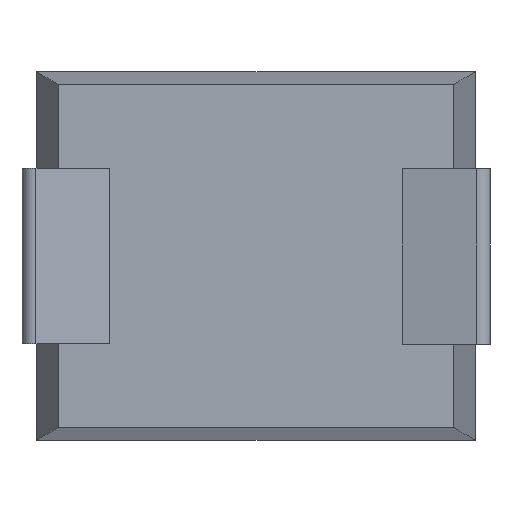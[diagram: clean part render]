
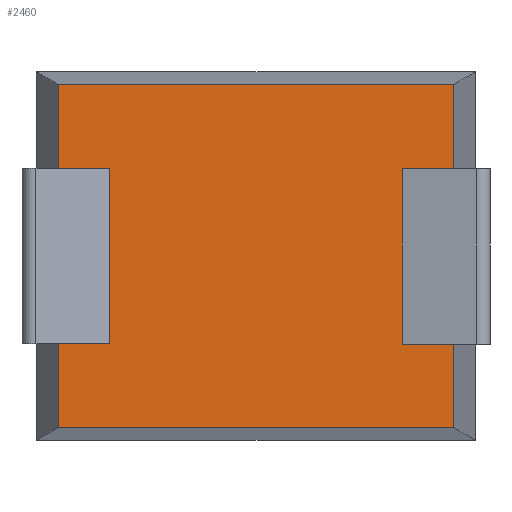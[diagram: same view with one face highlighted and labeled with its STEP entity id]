
A CAD part, front view. The second image highlights one B-rep face of the part: STEP entity #2460.
In plain terms, the highlighted planar face has unit normal (0, -1, 0).
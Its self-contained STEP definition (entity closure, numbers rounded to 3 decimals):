
#201 = VERTEX_POINT ( 'NONE', #2220 ) ;
#300 = VECTOR ( 'NONE', #547, 1000. ) ;
#312 = CARTESIAN_POINT ( 'NONE',  ( 3.377, -1.6, 2.929 ) ) ;
#362 = ORIENTED_EDGE ( 'NONE', *, *, #4515, .F. ) ;
#408 = ORIENTED_EDGE ( 'NONE', *, *, #3433, .T. ) ;
#414 = DIRECTION ( 'NONE',  ( 0., 0., 1. ) ) ;
#476 = LINE ( 'NONE', #4421, #3279 ) ;
#547 = DIRECTION ( 'NONE',  ( 1., 0., 0. ) ) ;
#734 = EDGE_CURVE ( 'NONE', #3910, #4232, #1954, .T. ) ;
#993 = LINE ( 'NONE', #4224, #1113 ) ;
#1031 = PLANE ( 'NONE',  #1158 ) ;
#1113 = VECTOR ( 'NONE', #2049, 1000. ) ;
#1158 = AXIS2_PLACEMENT_3D ( 'NONE', #4242, #3587, #1390 ) ;
#1239 = VERTEX_POINT ( 'NONE', #312 ) ;
#1292 = LINE ( 'NONE', #3109, #300 ) ;
#1390 = DIRECTION ( 'NONE',  ( 0., 0., -1. ) ) ;
#1919 = DIRECTION ( 'NONE',  ( 1., 0., 0. ) ) ;
#1954 = LINE ( 'NONE', #2281, #4257 ) ;
#2031 = FACE_OUTER_BOUND ( 'NONE', #3030, .T. ) ;
#2049 = DIRECTION ( 'NONE',  ( 0., 0., -1. ) ) ;
#2220 = CARTESIAN_POINT ( 'NONE',  ( -3.377, -1.6, 2.929 ) ) ;
#2281 = CARTESIAN_POINT ( 'NONE',  ( -3.75, -1.6, -2.929 ) ) ;
#2460 = ADVANCED_FACE ( 'NONE', ( #2031 ), #1031, .T. ) ;
#2709 = CARTESIAN_POINT ( 'NONE',  ( 3.377, -1.6, -2.929 ) ) ;
#2723 = EDGE_CURVE ( 'NONE', #201, #3910, #993, .T. ) ;
#3030 = EDGE_LOOP ( 'NONE', ( #362, #4203, #4223, #408 ) ) ;
#3109 = CARTESIAN_POINT ( 'NONE',  ( -3.75, -1.6, 2.929 ) ) ;
#3279 = VECTOR ( 'NONE', #414, 1000. ) ;
#3433 = EDGE_CURVE ( 'NONE', #4232, #1239, #476, .T. ) ;
#3587 = DIRECTION ( 'NONE',  ( 0., -1., 0. ) ) ;
#3910 = VERTEX_POINT ( 'NONE', #4666 ) ;
#4203 = ORIENTED_EDGE ( 'NONE', *, *, #2723, .T. ) ;
#4223 = ORIENTED_EDGE ( 'NONE', *, *, #734, .T. ) ;
#4224 = CARTESIAN_POINT ( 'NONE',  ( -3.377, -1.6, 2.929 ) ) ;
#4232 = VERTEX_POINT ( 'NONE', #2709 ) ;
#4242 = CARTESIAN_POINT ( 'NONE',  ( -3.75, -1.6, 2.929 ) ) ;
#4257 = VECTOR ( 'NONE', #1919, 1000. ) ;
#4421 = CARTESIAN_POINT ( 'NONE',  ( 3.377, -1.6, 2.929 ) ) ;
#4515 = EDGE_CURVE ( 'NONE', #201, #1239, #1292, .T. ) ;
#4666 = CARTESIAN_POINT ( 'NONE',  ( -3.377, -1.6, -2.929 ) ) ;
